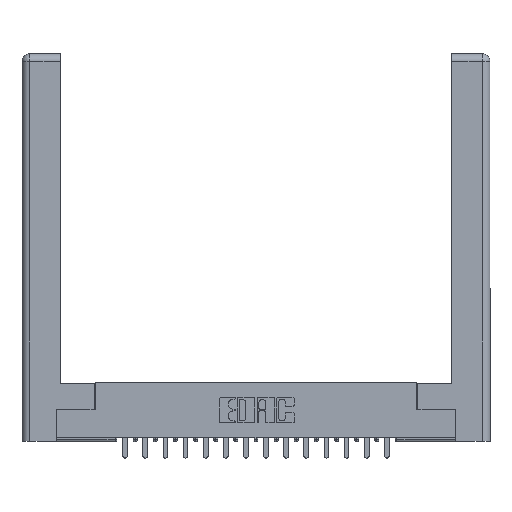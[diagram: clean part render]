
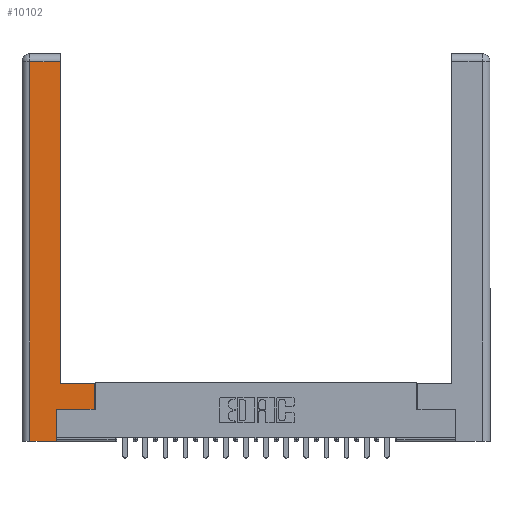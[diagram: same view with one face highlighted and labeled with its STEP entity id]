
A CAD part, top view. The second image highlights one B-rep face of the part: STEP entity #10102.
In plain terms, the highlighted planar face has unit normal (0, 0, 1).
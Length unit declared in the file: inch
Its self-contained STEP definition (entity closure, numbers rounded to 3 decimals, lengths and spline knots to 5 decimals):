
#16 = CARTESIAN_POINT ( 'NONE',  ( 0.0615, 0., 0. ) ) ;
#230 = VECTOR ( 'NONE', #13624, 39.37008 ) ;
#422 = ORIENTED_EDGE ( 'NONE', *, *, #8007, .T. ) ;
#768 = LINE ( 'NONE', #14364, #4403 ) ;
#854 = EDGE_CURVE ( 'NONE', #3620, #13750, #13866, .T. ) ;
#1438 = VERTEX_POINT ( 'NONE', #1723 ) ;
#1723 = CARTESIAN_POINT ( 'NONE',  ( 0.295, 0.45, 0. ) ) ;
#2290 = DIRECTION ( 'NONE',  ( 0., 1., 0. ) ) ;
#2430 = VECTOR ( 'NONE', #2290, 39.37008 ) ;
#2474 = DIRECTION ( 'NONE',  ( 0., 1., 0. ) ) ;
#3128 = CARTESIAN_POINT ( 'NONE',  ( 0.565, 0.45, 0. ) ) ;
#3536 = LINE ( 'NONE', #4087, #10509 ) ;
#3575 = LINE ( 'NONE', #12879, #14855 ) ;
#3620 = VERTEX_POINT ( 'NONE', #10282 ) ;
#3970 = VECTOR ( 'NONE', #4007, 39.37008 ) ;
#4007 = DIRECTION ( 'NONE',  ( 0., 1., 0. ) ) ;
#4087 = CARTESIAN_POINT ( 'NONE',  ( 0.565, 0.245, 0. ) ) ;
#4157 = LINE ( 'NONE', #5521, #3970 ) ;
#4403 = VECTOR ( 'NONE', #10020, 39.37008 ) ;
#5491 = VERTEX_POINT ( 'NONE', #8964 ) ;
#5521 = CARTESIAN_POINT ( 'NONE',  ( 0.565, 0.45, 0. ) ) ;
#5604 = DIRECTION ( 'NONE',  ( 1., 0., 0. ) ) ;
#6197 = ORIENTED_EDGE ( 'NONE', *, *, #16521, .T. ) ;
#6315 = EDGE_CURVE ( 'NONE', #13750, #14820, #15643, .T. ) ;
#6348 = CARTESIAN_POINT ( 'NONE',  ( 0.0615, 0., 0. ) ) ;
#6695 = ORIENTED_EDGE ( 'NONE', *, *, #854, .T. ) ;
#7152 = ORIENTED_EDGE ( 'NONE', *, *, #15972, .T. ) ;
#7777 = CARTESIAN_POINT ( 'NONE',  ( 0.265, 0., 0. ) ) ;
#7828 = CARTESIAN_POINT ( 'NONE',  ( 0.0615, 2.94, 0. ) ) ;
#7964 = EDGE_CURVE ( 'NONE', #16262, #5491, #3575, .T. ) ;
#8005 = AXIS2_PLACEMENT_3D ( 'NONE', #8293, #15485, #11206 ) ;
#8007 = EDGE_CURVE ( 'NONE', #8906, #1438, #8513, .T. ) ;
#8070 = ORIENTED_EDGE ( 'NONE', *, *, #10805, .T. ) ;
#8293 = CARTESIAN_POINT ( 'NONE',  ( 0., 0., 0. ) ) ;
#8513 = LINE ( 'NONE', #15915, #9655 ) ;
#8906 = VERTEX_POINT ( 'NONE', #3128 ) ;
#8964 = CARTESIAN_POINT ( 'NONE',  ( 0.265, 0.245, 0. ) ) ;
#9308 = EDGE_CURVE ( 'NONE', #5491, #17035, #3536, .T. ) ;
#9655 = VECTOR ( 'NONE', #18855, 39.37008 ) ;
#9752 = PLANE ( 'NONE',  #8005 ) ;
#10020 = DIRECTION ( 'NONE',  ( 1., 0., 0. ) ) ;
#10102 = ADVANCED_FACE ( 'NONE', ( #10215 ), #9752, .F. ) ;
#10215 = FACE_OUTER_BOUND ( 'NONE', #17036, .T. ) ;
#10282 = CARTESIAN_POINT ( 'NONE',  ( 0.295, 2.94, 0. ) ) ;
#10509 = VECTOR ( 'NONE', #5604, 39.37008 ) ;
#10607 = CARTESIAN_POINT ( 'NONE',  ( 0.0615, 2.94, 0. ) ) ;
#10805 = EDGE_CURVE ( 'NONE', #17035, #8906, #4157, .T. ) ;
#11206 = DIRECTION ( 'NONE',  ( -1., 0., 0. ) ) ;
#11468 = ORIENTED_EDGE ( 'NONE', *, *, #9308, .T. ) ;
#12712 = CARTESIAN_POINT ( 'NONE',  ( 0.295, 3., 0. ) ) ;
#12879 = CARTESIAN_POINT ( 'NONE',  ( 0.265, 0.245, 0. ) ) ;
#13405 = VECTOR ( 'NONE', #18501, 39.37008 ) ;
#13624 = DIRECTION ( 'NONE',  ( 0., -1., 0. ) ) ;
#13750 = VERTEX_POINT ( 'NONE', #7828 ) ;
#13816 = LINE ( 'NONE', #12712, #2430 ) ;
#13866 = LINE ( 'NONE', #10607, #13405 ) ;
#13901 = CARTESIAN_POINT ( 'NONE',  ( 0.565, 0.245, 0. ) ) ;
#14364 = CARTESIAN_POINT ( 'NONE',  ( 0.265, 0., 0. ) ) ;
#14820 = VERTEX_POINT ( 'NONE', #16 ) ;
#14855 = VECTOR ( 'NONE', #2474, 39.37008 ) ;
#15485 = DIRECTION ( 'NONE',  ( 0., 0., -1. ) ) ;
#15643 = LINE ( 'NONE', #6348, #230 ) ;
#15915 = CARTESIAN_POINT ( 'NONE',  ( 0.295, 0.45, 0. ) ) ;
#15972 = EDGE_CURVE ( 'NONE', #14820, #16262, #768, .T. ) ;
#16262 = VERTEX_POINT ( 'NONE', #7777 ) ;
#16521 = EDGE_CURVE ( 'NONE', #1438, #3620, #13816, .T. ) ;
#17035 = VERTEX_POINT ( 'NONE', #13901 ) ;
#17036 = EDGE_LOOP ( 'NONE', ( #6197, #6695, #18354, #7152, #18805, #11468, #8070, #422 ) ) ;
#18354 = ORIENTED_EDGE ( 'NONE', *, *, #6315, .T. ) ;
#18501 = DIRECTION ( 'NONE',  ( -1., 0., 0. ) ) ;
#18805 = ORIENTED_EDGE ( 'NONE', *, *, #7964, .T. ) ;
#18855 = DIRECTION ( 'NONE',  ( -1., 0., 0. ) ) ;
